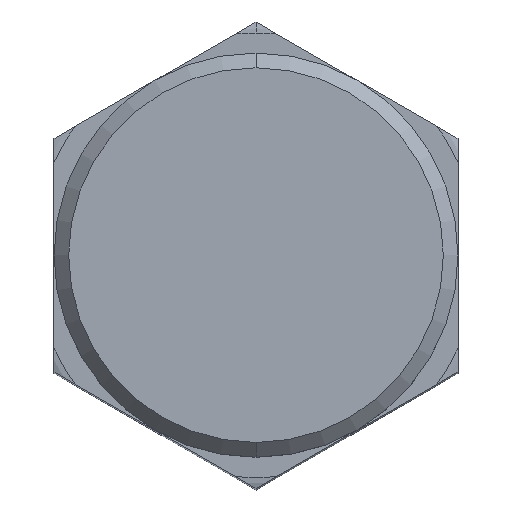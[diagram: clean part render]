
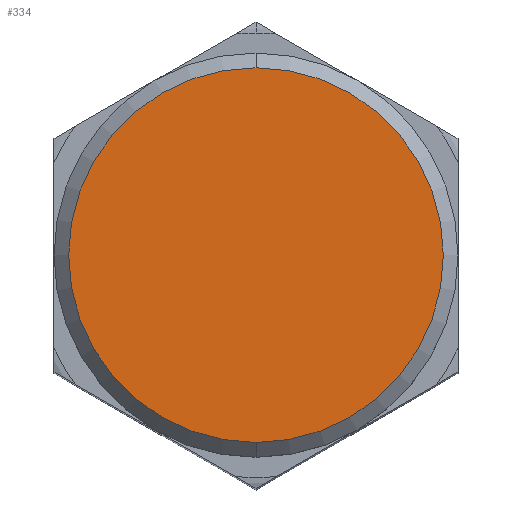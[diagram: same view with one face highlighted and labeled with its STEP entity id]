
A CAD part, top view. The second image highlights one B-rep face of the part: STEP entity #334.
In plain terms, the highlighted planar face has unit normal (0, 0, 1).
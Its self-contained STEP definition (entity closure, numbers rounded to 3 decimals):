
#49 = CARTESIAN_POINT ( 'NONE',  ( 0., 0., 50. ) ) ;
#55 = ORIENTED_EDGE ( 'NONE', *, *, #1134, .F. ) ;
#124 = VERTEX_POINT ( 'NONE', #701 ) ;
#136 = CIRCLE ( 'NONE', #751, 10.2 ) ;
#234 = DIRECTION ( 'NONE',  ( 0., -1., 0. ) ) ;
#256 = DIRECTION ( 'NONE',  ( 0., 0., -1. ) ) ;
#327 = FACE_OUTER_BOUND ( 'NONE', #487, .T. ) ;
#334 = ADVANCED_FACE ( 'NONE', ( #327 ), #1037, .T. ) ;
#410 = AXIS2_PLACEMENT_3D ( 'NONE', #1055, #256, #612 ) ;
#487 = EDGE_LOOP ( 'NONE', ( #55, #1010 ) ) ;
#612 = DIRECTION ( 'NONE',  ( 0., 1., 0. ) ) ;
#617 = DIRECTION ( 'NONE',  ( 0., 1., 0. ) ) ;
#683 = CARTESIAN_POINT ( 'NONE',  ( 0., -10.2, 50. ) ) ;
#685 = DIRECTION ( 'NONE',  ( 0., 0., 1. ) ) ;
#701 = CARTESIAN_POINT ( 'NONE',  ( 0., 10.2, 50. ) ) ;
#740 = EDGE_CURVE ( 'NONE', #924, #124, #1085, .T. ) ;
#751 = AXIS2_PLACEMENT_3D ( 'NONE', #789, #866, #617 ) ;
#789 = CARTESIAN_POINT ( 'NONE',  ( 0., 0., 50. ) ) ;
#866 = DIRECTION ( 'NONE',  ( 0., 0., -1. ) ) ;
#924 = VERTEX_POINT ( 'NONE', #683 ) ;
#948 = AXIS2_PLACEMENT_3D ( 'NONE', #49, #685, #234 ) ;
#1010 = ORIENTED_EDGE ( 'NONE', *, *, #740, .F. ) ;
#1037 = PLANE ( 'NONE',  #948 ) ;
#1055 = CARTESIAN_POINT ( 'NONE',  ( 0., 0., 50. ) ) ;
#1085 = CIRCLE ( 'NONE', #410, 10.2 ) ;
#1134 = EDGE_CURVE ( 'NONE', #124, #924, #136, .T. ) ;
